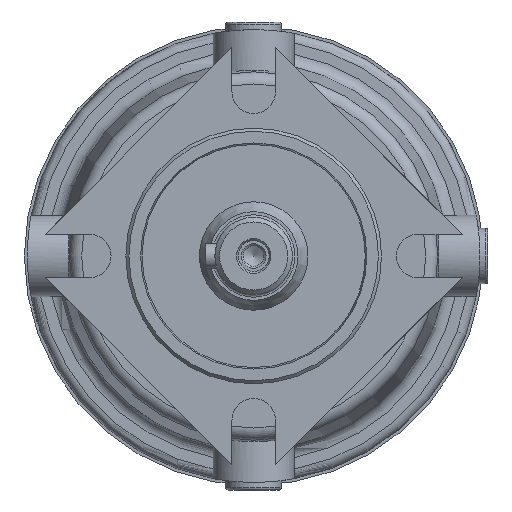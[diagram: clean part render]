
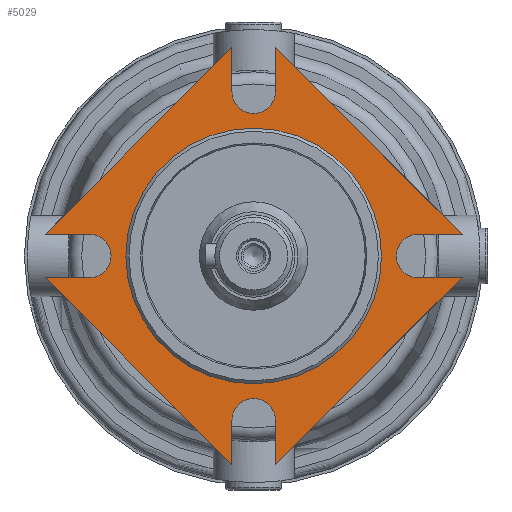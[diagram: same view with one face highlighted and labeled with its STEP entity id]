
A CAD part, left-side view. The second image highlights one B-rep face of the part: STEP entity #5029.
In plain terms, the highlighted planar face has unit normal (-1, 0, 0).
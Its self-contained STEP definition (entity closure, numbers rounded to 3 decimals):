
#154=PLANE('',#5510);
#368=LINE('',#8346,#722);
#375=LINE('',#8360,#729);
#379=LINE('',#8372,#733);
#382=LINE('',#8378,#736);
#388=LINE('',#8389,#742);
#392=LINE('',#8401,#746);
#395=LINE('',#8407,#749);
#401=LINE('',#8418,#755);
#405=LINE('',#8430,#759);
#408=LINE('',#8436,#762);
#414=LINE('',#8447,#768);
#418=LINE('',#8459,#772);
#722=VECTOR('',#6312,1000.);
#729=VECTOR('',#6321,1000.);
#733=VECTOR('',#6333,1000.);
#736=VECTOR('',#6338,1000.);
#742=VECTOR('',#6346,1000.);
#746=VECTOR('',#6358,1000.);
#749=VECTOR('',#6363,1000.);
#755=VECTOR('',#6371,1000.);
#759=VECTOR('',#6383,1000.);
#762=VECTOR('',#6388,1000.);
#768=VECTOR('',#6396,1000.);
#772=VECTOR('',#6408,1000.);
#1503=ORIENTED_EDGE('',*,*,#2727,.T.);
#1504=ORIENTED_EDGE('',*,*,#2667,.F.);
#1505=ORIENTED_EDGE('',*,*,#2725,.F.);
#1506=ORIENTED_EDGE('',*,*,#2722,.T.);
#1507=ORIENTED_EDGE('',*,*,#2719,.F.);
#1508=ORIENTED_EDGE('',*,*,#2713,.F.);
#1509=ORIENTED_EDGE('',*,*,#2710,.F.);
#1510=ORIENTED_EDGE('',*,*,#2707,.T.);
#1511=ORIENTED_EDGE('',*,*,#2704,.F.);
#1512=ORIENTED_EDGE('',*,*,#2698,.F.);
#1513=ORIENTED_EDGE('',*,*,#2695,.F.);
#1514=ORIENTED_EDGE('',*,*,#2692,.T.);
#1515=ORIENTED_EDGE('',*,*,#2689,.F.);
#1516=ORIENTED_EDGE('',*,*,#2683,.F.);
#1517=ORIENTED_EDGE('',*,*,#2680,.F.);
#1518=ORIENTED_EDGE('',*,*,#2677,.T.);
#1519=ORIENTED_EDGE('',*,*,#2674,.F.);
#2667=EDGE_CURVE('',#3294,#3295,#368,.T.);
#2674=EDGE_CURVE('',#3295,#3300,#375,.T.);
#2677=EDGE_CURVE('',#3302,#3300,#3691,.T.);
#2680=EDGE_CURVE('',#3302,#3304,#379,.T.);
#2683=EDGE_CURVE('',#3304,#3306,#382,.T.);
#2689=EDGE_CURVE('',#3306,#3310,#388,.T.);
#2692=EDGE_CURVE('',#3312,#3310,#3693,.T.);
#2695=EDGE_CURVE('',#3312,#3314,#392,.T.);
#2698=EDGE_CURVE('',#3314,#3316,#395,.T.);
#2704=EDGE_CURVE('',#3316,#3320,#401,.T.);
#2707=EDGE_CURVE('',#3322,#3320,#3695,.T.);
#2710=EDGE_CURVE('',#3322,#3324,#405,.T.);
#2713=EDGE_CURVE('',#3324,#3326,#408,.T.);
#2719=EDGE_CURVE('',#3326,#3330,#414,.T.);
#2722=EDGE_CURVE('',#3332,#3330,#3697,.T.);
#2725=EDGE_CURVE('',#3332,#3294,#418,.T.);
#2727=EDGE_CURVE('',#3334,#3334,#3699,.T.);
#3294=VERTEX_POINT('',#8347);
#3295=VERTEX_POINT('',#8348);
#3300=VERTEX_POINT('',#8361);
#3302=VERTEX_POINT('',#8367);
#3304=VERTEX_POINT('',#8373);
#3306=VERTEX_POINT('',#8379);
#3310=VERTEX_POINT('',#8390);
#3312=VERTEX_POINT('',#8396);
#3314=VERTEX_POINT('',#8402);
#3316=VERTEX_POINT('',#8408);
#3320=VERTEX_POINT('',#8419);
#3322=VERTEX_POINT('',#8425);
#3324=VERTEX_POINT('',#8431);
#3326=VERTEX_POINT('',#8437);
#3330=VERTEX_POINT('',#8448);
#3332=VERTEX_POINT('',#8454);
#3334=VERTEX_POINT('',#8463);
#3691=CIRCLE('',#5489,7.);
#3693=CIRCLE('',#5495,7.);
#3695=CIRCLE('',#5501,7.);
#3697=CIRCLE('',#5507,7.);
#3699=CIRCLE('',#5511,41.25);
#3960=EDGE_LOOP('',(#1503));
#3961=EDGE_LOOP('',(#1504,#1505,#1506,#1507,#1508,#1509,#1510,#1511,#1512,
#1513,#1514,#1515,#1516,#1517,#1518,#1519));
#4470=FACE_BOUND('',#3960,.T.);
#4471=FACE_BOUND('',#3961,.T.);
#5029=ADVANCED_FACE('',(#4470,#4471),#154,.F.);
#5489=AXIS2_PLACEMENT_3D('',#8366,#6326,#6327);
#5495=AXIS2_PLACEMENT_3D('',#8395,#6351,#6352);
#5501=AXIS2_PLACEMENT_3D('',#8424,#6376,#6377);
#5507=AXIS2_PLACEMENT_3D('',#8453,#6401,#6402);
#5510=AXIS2_PLACEMENT_3D('',#8461,#6410,#6411);
#5511=AXIS2_PLACEMENT_3D('',#8462,#6412,#6413);
#6312=DIRECTION('',(0.,-0.707,0.707));
#6321=DIRECTION('',(0.,0.,-1.));
#6326=DIRECTION('',(1.,0.,0.));
#6327=DIRECTION('',(0.,0.,-1.));
#6333=DIRECTION('',(0.,0.,1.));
#6338=DIRECTION('',(0.,-0.707,-0.707));
#6346=DIRECTION('',(0.,1.,0.));
#6351=DIRECTION('',(1.,0.,0.));
#6352=DIRECTION('',(0.,0.,-1.));
#6358=DIRECTION('',(0.,-1.,0.));
#6363=DIRECTION('',(0.,0.707,-0.707));
#6371=DIRECTION('',(0.,0.,1.));
#6376=DIRECTION('',(1.,0.,0.));
#6377=DIRECTION('',(0.,0.,-1.));
#6383=DIRECTION('',(0.,0.,-1.));
#6388=DIRECTION('',(0.,0.707,0.707));
#6396=DIRECTION('',(0.,-1.,0.));
#6401=DIRECTION('',(1.,0.,0.));
#6402=DIRECTION('',(0.,0.,-1.));
#6408=DIRECTION('',(0.,1.,0.));
#6410=DIRECTION('',(1.,0.,0.));
#6411=DIRECTION('',(0.,0.,-1.));
#6412=DIRECTION('',(1.,0.,0.));
#6413=DIRECTION('',(0.,0.,-1.));
#8346=CARTESIAN_POINT('',(-27.9,67.246,7.));
#8347=CARTESIAN_POINT('',(-27.9,67.246,7.));
#8348=CARTESIAN_POINT('',(-27.9,7.,67.246));
#8360=CARTESIAN_POINT('',(-27.9,7.,67.246));
#8361=CARTESIAN_POINT('',(-27.9,7.,53.));
#8366=CARTESIAN_POINT('',(-27.9,0.,53.));
#8367=CARTESIAN_POINT('',(-27.9,-7.,53.));
#8372=CARTESIAN_POINT('',(-27.9,-7.,53.));
#8373=CARTESIAN_POINT('',(-27.9,-7.,67.246));
#8378=CARTESIAN_POINT('',(-27.9,-7.,67.246));
#8379=CARTESIAN_POINT('',(-27.9,-67.246,7.));
#8389=CARTESIAN_POINT('',(-27.9,-67.246,7.));
#8390=CARTESIAN_POINT('',(-27.9,-53.,7.));
#8395=CARTESIAN_POINT('',(-27.9,-53.,0.));
#8396=CARTESIAN_POINT('',(-27.9,-53.,-7.));
#8401=CARTESIAN_POINT('',(-27.9,-53.,-7.));
#8402=CARTESIAN_POINT('',(-27.9,-67.246,-7.));
#8407=CARTESIAN_POINT('',(-27.9,-67.246,-7.));
#8408=CARTESIAN_POINT('',(-27.9,-7.,-67.246));
#8418=CARTESIAN_POINT('',(-27.9,-7.,-67.246));
#8419=CARTESIAN_POINT('',(-27.9,-7.,-53.));
#8424=CARTESIAN_POINT('',(-27.9,0.,-53.));
#8425=CARTESIAN_POINT('',(-27.9,7.,-53.));
#8430=CARTESIAN_POINT('',(-27.9,7.,-53.));
#8431=CARTESIAN_POINT('',(-27.9,7.,-67.246));
#8436=CARTESIAN_POINT('',(-27.9,7.,-67.246));
#8437=CARTESIAN_POINT('',(-27.9,67.246,-7.));
#8447=CARTESIAN_POINT('',(-27.9,67.246,-7.));
#8448=CARTESIAN_POINT('',(-27.9,53.,-7.));
#8453=CARTESIAN_POINT('',(-27.9,53.,0.));
#8454=CARTESIAN_POINT('',(-27.9,53.,7.));
#8459=CARTESIAN_POINT('',(-27.9,53.,7.));
#8461=CARTESIAN_POINT('',(-27.9,0.,53.));
#8462=CARTESIAN_POINT('',(-27.9,0.,0.));
#8463=CARTESIAN_POINT('',(-27.9,0.,-41.25));
